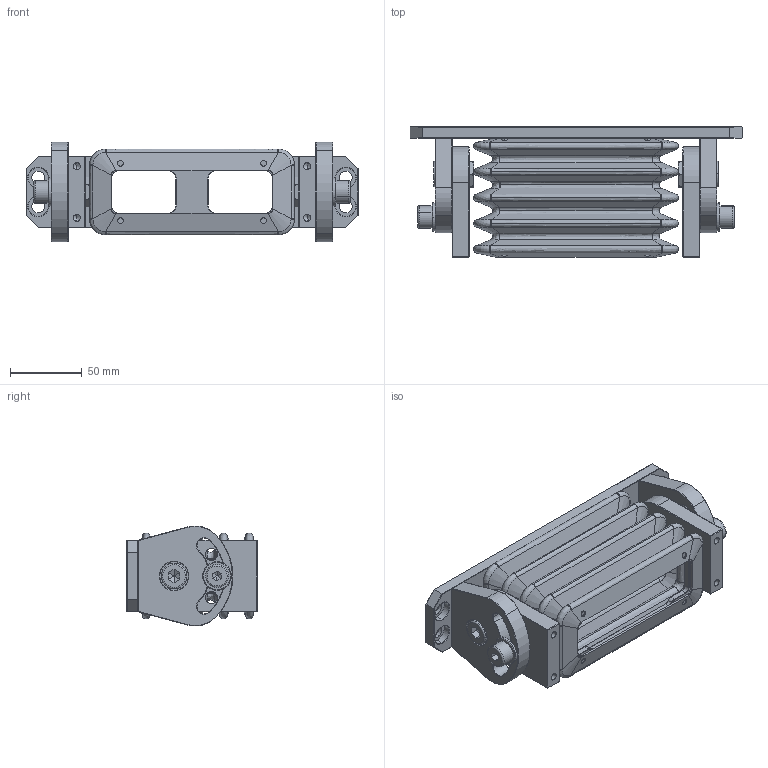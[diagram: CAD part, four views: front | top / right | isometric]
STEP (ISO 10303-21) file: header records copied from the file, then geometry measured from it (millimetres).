
FILE_DESCRIPTION (( 'STEP AP214' ), '1' );
FILE_NAME ('50020101.STEP', '2008-10-22T07:19:48', ( ' ' ), ( '' ), 'SwSTEP 2.0', 'SolidWorks 2008', '' );
FILE_SCHEMA (( 'AUTOMOTIVE_DESIGN' ));
Length unit declared in the file: millimetre
Products named in the file (13): 93513_Standard; 93224_Standard; 56286_Standard; 50020101; 94774_Standard; 94773_Standard; 94776_Standard; 83011_Standard; 95829_Standard; 94704_im eingebauten Zustand; 93227_Standard; 93259_Standard; 93275_Standard
Assembly tree (25 placements, depth 3):
  50020101
    56286_Standard
      93224_Standard  x2
      95829_Standard  x2
      83011_Standard  x2
      94774_Standard  x2
      93259_Standard  x4
      94704_im eingebauten Zustand
      93227_Standard  x2
      94773_Standard  x2
      93275_Standard  x4
      93513_Standard  x2
      94776_Standard
Bounding box: 232 x 91 x 69.75 mm (x, y, z)
Volume: 333142.7 mm3; surface area: 216812 mm2
Topology: 24 solids, 24 shells, 1544 faces, 3520 edges, 2050 vertices
Faces by surface type: plane 532, bspline 420, cone 288, cylinder 268, torus 36
Entity records: 54992 total; most frequent: CARTESIAN_POINT 27755, ORIENTED_EDGE 4916, DIRECTION 3431, EDGE_CURVE 2458, VERTEX_POINT 1443, AXIS2_PLACEMENT_3D 1165, EDGE_LOOP 1159, VECTOR 1101
